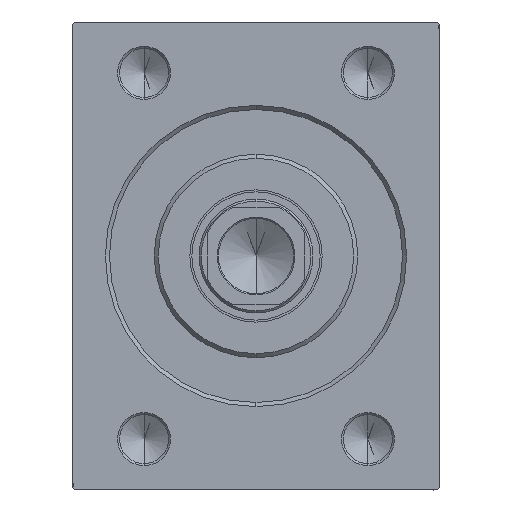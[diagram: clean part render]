
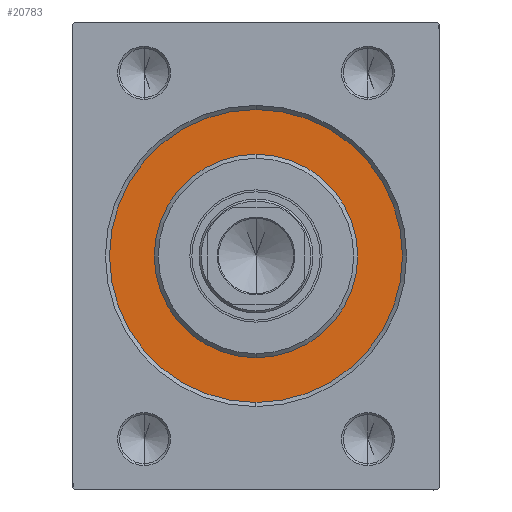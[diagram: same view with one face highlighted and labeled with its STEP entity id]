
A CAD part, left-side view. The second image highlights one B-rep face of the part: STEP entity #20783.
In plain terms, the highlighted face is planar.
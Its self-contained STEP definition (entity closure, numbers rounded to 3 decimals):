
#1981 = DIRECTION ( 'NONE',  ( -1., 0., 0. ) ) ;
#3548 = ORIENTED_EDGE ( 'NONE', *, *, #38146, .F. ) ;
#4989 = VERTEX_POINT ( 'NONE', #31438 ) ;
#5945 = AXIS2_PLACEMENT_3D ( 'NONE', #29783, #12677, #40358 ) ;
#6115 = EDGE_LOOP ( 'NONE', ( #11414, #36710 ) ) ;
#8508 = CARTESIAN_POINT ( 'NONE',  ( 0., 0., 0. ) ) ;
#11414 = ORIENTED_EDGE ( 'NONE', *, *, #16153, .F. ) ;
#11926 = AXIS2_PLACEMENT_3D ( 'NONE', #38910, #21801, #35522 ) ;
#12677 = DIRECTION ( 'NONE',  ( -1., 0., 0. ) ) ;
#13386 = PLANE ( 'NONE',  #23413 ) ;
#13419 = EDGE_CURVE ( 'NONE', #43592, #4989, #14576, .T. ) ;
#14576 = CIRCLE ( 'NONE', #5945, 36. ) ;
#15233 = VERTEX_POINT ( 'NONE', #42496 ) ;
#15729 = CIRCLE ( 'NONE', #22212, 25. ) ;
#16153 = EDGE_CURVE ( 'NONE', #4989, #43592, #27574, .T. ) ;
#16327 = CARTESIAN_POINT ( 'NONE',  ( 0., 0., 0. ) ) ;
#17827 = ORIENTED_EDGE ( 'NONE', *, *, #20469, .F. ) ;
#18495 = CARTESIAN_POINT ( 'NONE',  ( 0., 0., 25. ) ) ;
#19389 = EDGE_LOOP ( 'NONE', ( #17827, #3548 ) ) ;
#19487 = DIRECTION ( 'NONE',  ( -1., 0., 0. ) ) ;
#20469 = EDGE_CURVE ( 'NONE', #21329, #15233, #31307, .T. ) ;
#20783 = ADVANCED_FACE ( 'NONE', ( #30492, #22633 ), #13386, .F. ) ;
#21329 = VERTEX_POINT ( 'NONE', #18495 ) ;
#21801 = DIRECTION ( 'NONE',  ( 1., 0., 0. ) ) ;
#22212 = AXIS2_PLACEMENT_3D ( 'NONE', #36213, #30126, #40260 ) ;
#22633 = FACE_OUTER_BOUND ( 'NONE', #6115, .T. ) ;
#23413 = AXIS2_PLACEMENT_3D ( 'NONE', #16327, #19487, #43793 ) ;
#26048 = DIRECTION ( 'NONE',  ( 0., 0., 1. ) ) ;
#27574 = CIRCLE ( 'NONE', #31150, 36. ) ;
#29783 = CARTESIAN_POINT ( 'NONE',  ( 0., 0., 0. ) ) ;
#30126 = DIRECTION ( 'NONE',  ( 1., 0., 0. ) ) ;
#30492 = FACE_BOUND ( 'NONE', #19389, .T. ) ;
#31150 = AXIS2_PLACEMENT_3D ( 'NONE', #8508, #1981, #26048 ) ;
#31307 = CIRCLE ( 'NONE', #11926, 25. ) ;
#31438 = CARTESIAN_POINT ( 'NONE',  ( 0., 0., -36. ) ) ;
#35522 = DIRECTION ( 'NONE',  ( 0., 0., -1. ) ) ;
#36213 = CARTESIAN_POINT ( 'NONE',  ( 0., 0., 0. ) ) ;
#36710 = ORIENTED_EDGE ( 'NONE', *, *, #13419, .F. ) ;
#38146 = EDGE_CURVE ( 'NONE', #15233, #21329, #15729, .T. ) ;
#38353 = CARTESIAN_POINT ( 'NONE',  ( 0., 0., 36. ) ) ;
#38910 = CARTESIAN_POINT ( 'NONE',  ( 0., 0., 0. ) ) ;
#40260 = DIRECTION ( 'NONE',  ( 0., 0., -1. ) ) ;
#40358 = DIRECTION ( 'NONE',  ( 0., 0., 1. ) ) ;
#42496 = CARTESIAN_POINT ( 'NONE',  ( 0., 0., -25. ) ) ;
#43592 = VERTEX_POINT ( 'NONE', #38353 ) ;
#43793 = DIRECTION ( 'NONE',  ( 0., 0., 1. ) ) ;
